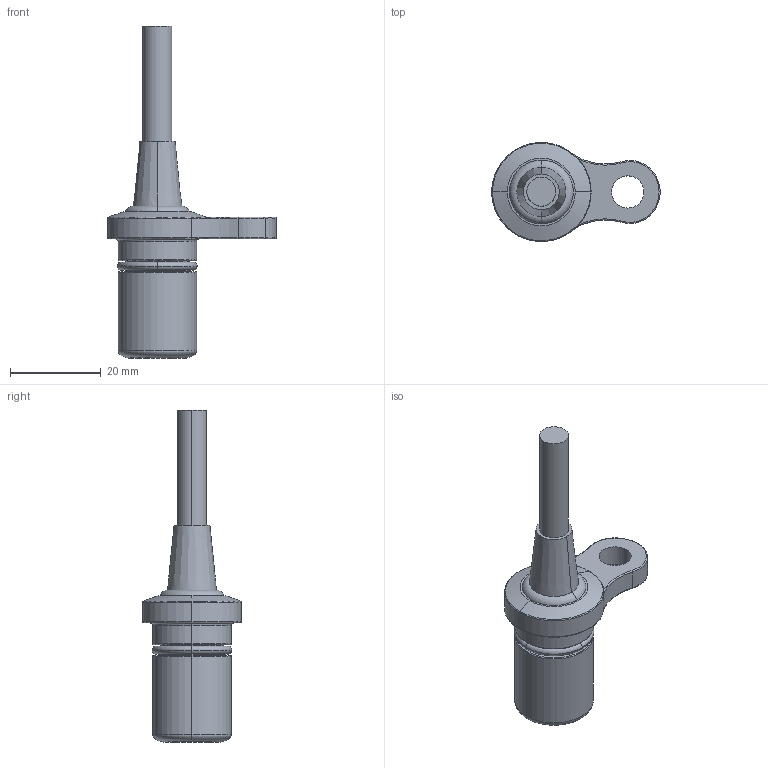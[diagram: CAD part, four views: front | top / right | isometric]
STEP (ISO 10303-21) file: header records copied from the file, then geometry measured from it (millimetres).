
FILE_DESCRIPTION (( 'STEP AP214' ), '1' );
FILE_NAME ('NZMS_Custom_Debris_Example_003.STEP', '2025-08-23T18:00:14', ( '' ), ( '' ), 'SwSTEP 2.0', 'SolidWorks 2025', '' );
FILE_SCHEMA (( 'AUTOMOTIVE_DESIGN' ));
Length unit declared in the file: inch
Products named in the file (1): NZMS_Custom_Debris_Example_003
Bounding box: 37.12 x 21.78 x 73.15 mm (x, y, z)
Volume: 10854.4 mm3; surface area: 4296.1 mm2
Topology: 2 solids, 2 shells, 90 faces, 194 edges, 109 vertices
Faces by surface type: torus 45, cylinder 19, bspline 12, plane 8, cone 6
Entity records: 2742 total; most frequent: CARTESIAN_POINT 735, DIRECTION 473, ORIENTED_EDGE 384, AXIS2_PLACEMENT_3D 224, EDGE_CURVE 192, CIRCLE 145, VERTEX_POINT 109, EDGE_LOOP 97
